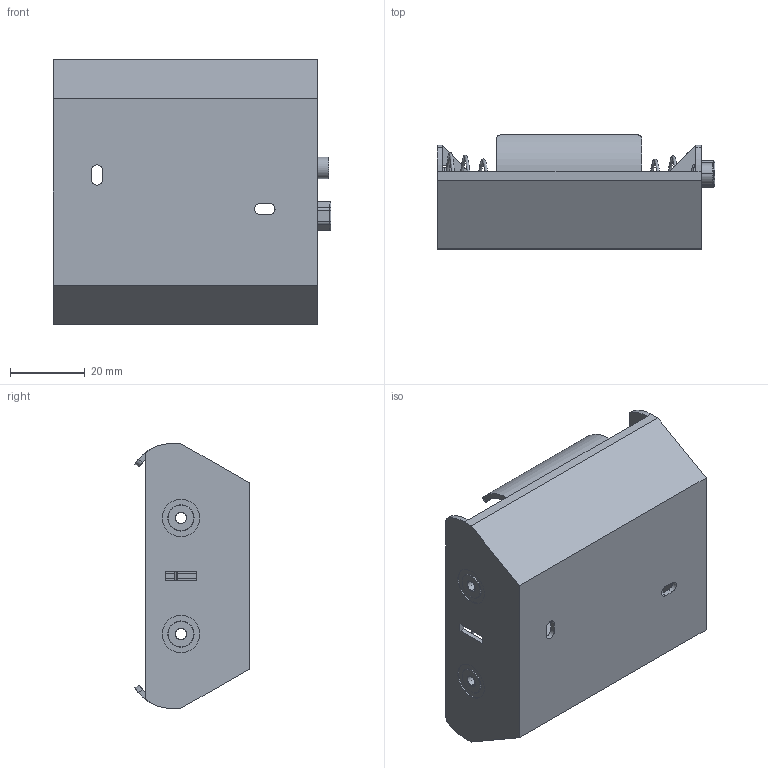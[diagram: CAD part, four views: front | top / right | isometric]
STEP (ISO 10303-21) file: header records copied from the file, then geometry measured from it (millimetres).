
FILE_DESCRIPTION (( 'STEP AP214' ), '1' );
FILE_NAME ('BH2DSF.STEP', '2020-01-10T17:26:41', ( '' ), ( '' ), 'SwSTEP 2.0', 'SolidWorks 2017', '' );
FILE_SCHEMA (( 'AUTOMOTIVE_DESIGN' ));
Length unit declared in the file: millimetre
Products named in the file (1): BH2DSF
Bounding box: 74.19 x 30.48 x 70.7 mm (x, y, z)
Volume: 16581.1 mm3; surface area: 26549.5 mm2
Topology: 10 solids, 10 shells, 406 faces, 1002 edges, 650 vertices
Faces by surface type: plane 206, cylinder 139, torus 53, bspline 8
Entity records: 17564 total; most frequent: CARTESIAN_POINT 7554, DIRECTION 2111, ORIENTED_EDGE 2004, EDGE_CURVE 1002, AXIS2_PLACEMENT_3D 777, VERTEX_POINT 650, VECTOR 557, LINE 557
